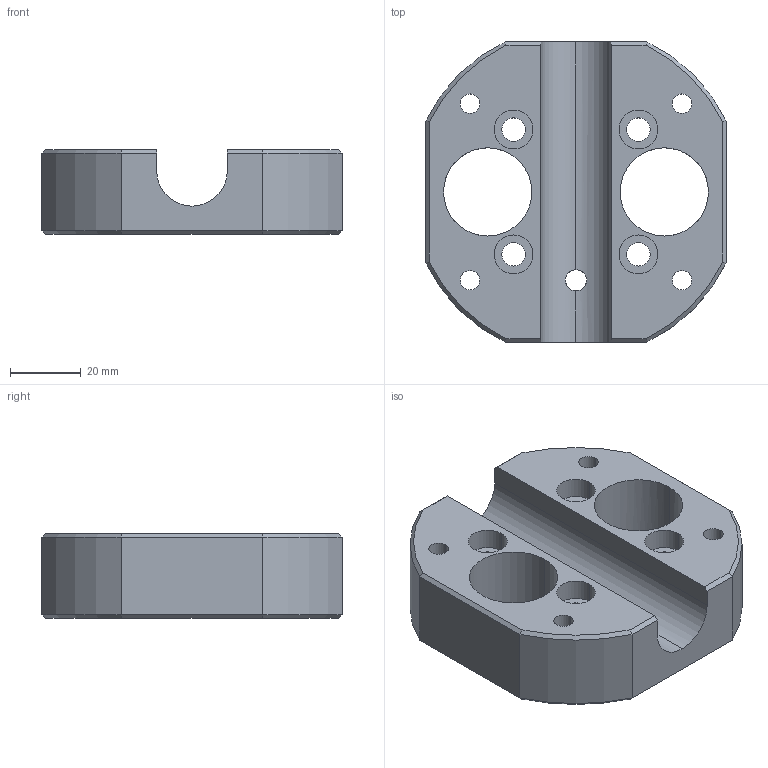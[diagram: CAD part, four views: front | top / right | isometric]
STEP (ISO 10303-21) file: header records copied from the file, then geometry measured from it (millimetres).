
FILE_DESCRIPTION (( 'STEP AP203' ), '1' );
FILE_NAME ('FLANGE.step', '2019-07-15T16:33:50', ( '' ), ( '' ), 'SwSTEP 2.0', 'SolidWorks 2019', '' );
FILE_SCHEMA (( 'CONFIG_CONTROL_DESIGN' ));
Length unit declared in the file: millimetre
Products named in the file (1): FLANGE
Bounding box: 85 x 85 x 24 mm (x, y, z)
Volume: 85883.6 mm3; surface area: 26533.6 mm2
Topology: 1 solids, 1 shells, 98 faces, 254 edges, 164 vertices
Faces by surface type: plane 52, cylinder 38, cone 8
Entity records: 3189 total; most frequent: CARTESIAN_POINT 629, DIRECTION 518, ORIENTED_EDGE 508, EDGE_CURVE 254, AXIS2_PLACEMENT_3D 185, VERTEX_POINT 164, LINE 148, VECTOR 148
